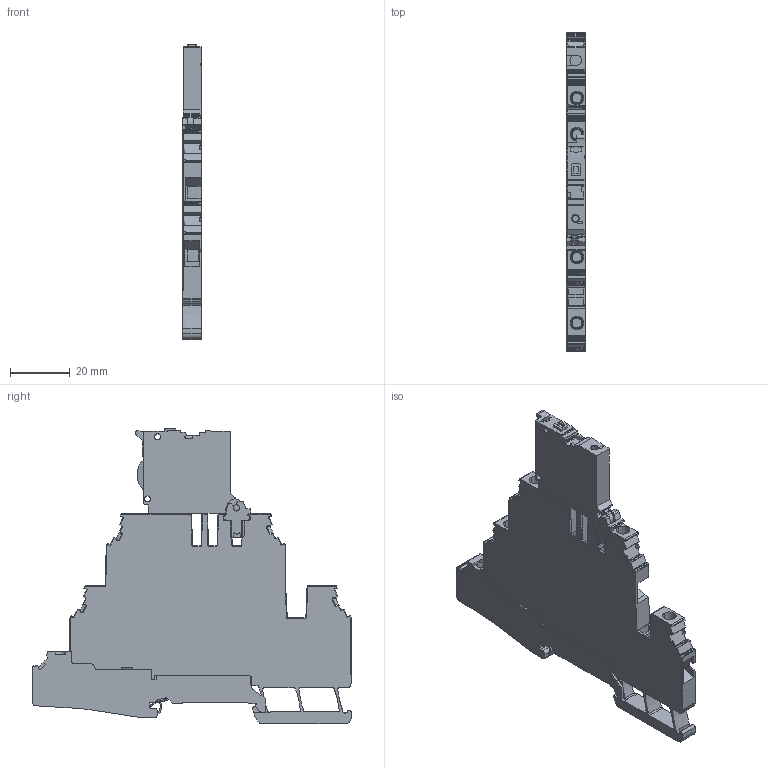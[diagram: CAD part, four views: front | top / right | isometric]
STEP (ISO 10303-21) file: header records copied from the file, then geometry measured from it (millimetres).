
FILE_DESCRIPTION(('CATIA V5 STEP Exchange','CAx-IF Rec.Pracs.--- Model Styling and Organization---1.5--- 2016-08-15','CAx-IF Rec.Pracs.---Supplemental Geometry---1.0---2011-11-01','CAx-IF Rec.Pracs.--- Composite Materials ---1.1---2010-07-15'),'2;1');
FILE_NAME ('1473587-3_0', '2025-09-19T13:19:19+00:00', ('none'), ('Weidmueller'), 'CATIA Version 5-6 Release 2024 SP4', 'CATIA V5 STEP AP214 v3', 'none');
FILE_SCHEMA(('AUTOMOTIVE_DESIGN { 1 0 10303 214 1 1 1 1 }'));
Products named in the file (1): 2894050000
Bounding box: 6.1 x 106.23 x 98.4 mm (x, y, z)
Volume: 32688.1 mm3; surface area: 20872.5 mm2
Topology: 7 solids, 7 shells, 2232 faces, 6398 edges, 4226 vertices
Faces by surface type: plane 1372, cylinder 666, torus 94, cone 48, extrusion 36, bspline 16
Entity records: 73175 total; most frequent: CARTESIAN_POINT 16923, ORIENTED_EDGE 12796, DIRECTION 9731, EDGE_CURVE 6398, VECTOR 4692, LINE 4656, VERTEX_POINT 4226, AXIS2_PLACEMENT_3D 3141
